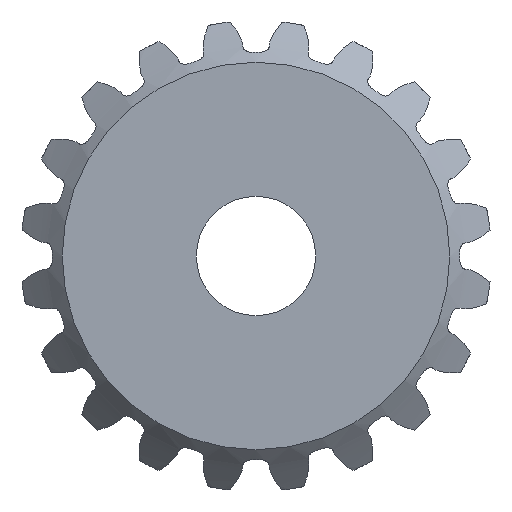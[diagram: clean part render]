
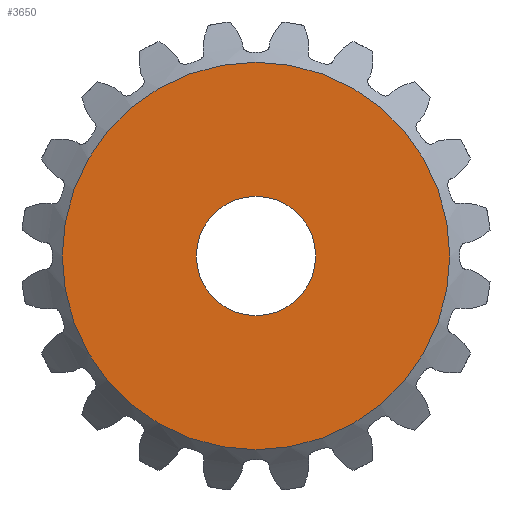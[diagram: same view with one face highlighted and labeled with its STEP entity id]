
A CAD part, front view. The second image highlights one B-rep face of the part: STEP entity #3650.
In plain terms, the highlighted planar face has unit normal (0, -1, 0).
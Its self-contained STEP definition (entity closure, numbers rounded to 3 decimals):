
#850=FACE_BOUND('',#1060,.T.);
#852=FACE_OUTER_BOUND('',#1059,.T.);
#1059=EDGE_LOOP('',(#2400));
#1060=EDGE_LOOP('',(#2401));
#1268=CIRCLE('',#3872,10.4);
#1269=CIRCLE('',#3873,3.2);
#1377=VERTEX_POINT('',#4548);
#1378=VERTEX_POINT('',#4550);
#1786=EDGE_CURVE('',#1377,#1377,#1268,.T.);
#1787=EDGE_CURVE('',#1378,#1378,#1269,.T.);
#2400=ORIENTED_EDGE('',*,*,#1786,.F.);
#2401=ORIENTED_EDGE('',*,*,#1787,.F.);
#3628=PLANE('',#3871);
#3650=ADVANCED_FACE('',(#852,#850),#3628,.T.);
#3871=AXIS2_PLACEMENT_3D('',#4547,#4049,#4050);
#3872=AXIS2_PLACEMENT_3D('',#4549,#4051,#4052);
#3873=AXIS2_PLACEMENT_3D('',#4551,#4053,#4054);
#4049=DIRECTION('center_axis',(0.,-1.,0.));
#4050=DIRECTION('ref_axis',(-1.,0.,0.));
#4051=DIRECTION('center_axis',(0.,1.,0.));
#4052=DIRECTION('ref_axis',(0.,0.,-1.));
#4053=DIRECTION('center_axis',(0.,-1.,0.));
#4054=DIRECTION('ref_axis',(0.,0.,1.));
#4547=CARTESIAN_POINT('Origin',(0.,-4.,
2.6));
#4548=CARTESIAN_POINT('',(0.,-4.,13.));
#4549=CARTESIAN_POINT('Origin',(0.,-4.,2.6));
#4550=CARTESIAN_POINT('',(0.,-4.,-0.6));
#4551=CARTESIAN_POINT('Origin',(0.,-4.,
2.6));
